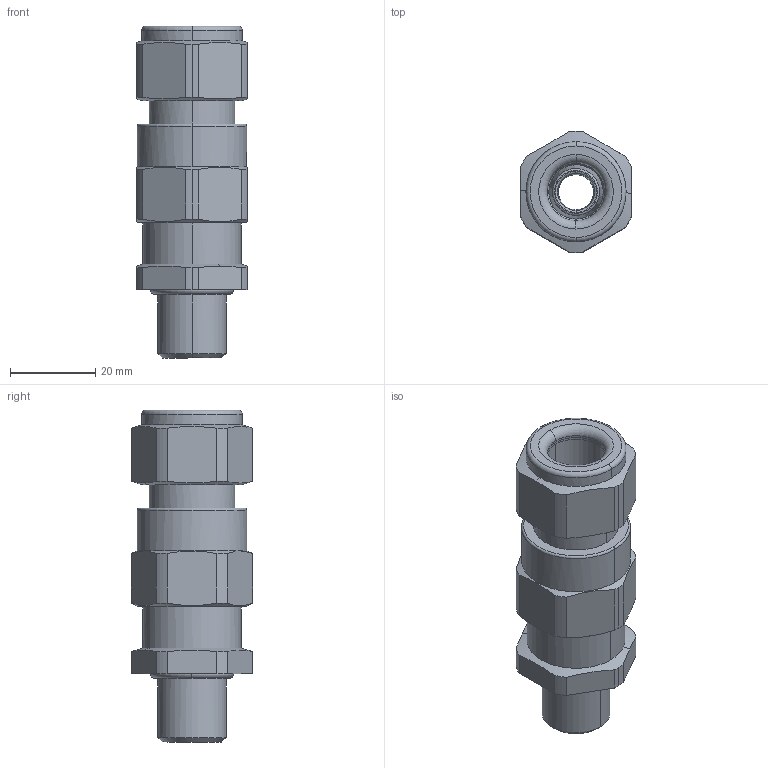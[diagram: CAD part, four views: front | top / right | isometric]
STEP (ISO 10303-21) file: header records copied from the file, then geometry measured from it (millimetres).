
FILE_DESCRIPTION(('CATIA V5 STEP Exchange','CAx-IF Rec.Pracs.--- Model Styling and Organization---1.4--- 2014-01-23'),'2;1');
FILE_NAME ('146301-2_0_1184650000_1184650000.stp','2021-07-01T05:46:23+00:00',('none'),('Weidmueller'),'CATIA Version 5-6 Release 2016 SP3 HF44','CATIA V5 STEP AP214','none');
FILE_SCHEMA(('AUTOMOTIVE_DESIGN { 1 0 10303 214 1 1 1 1 }'));
Length unit declared in the file: millimetre
Products named in the file (1): E1W 16 M16-WM
Bounding box: 26 x 28.5 x 77.9 mm (x, y, z)
Volume: 24655.5 mm3; surface area: 18272.1 mm2
Topology: 5 solids, 5 shells, 198 faces, 458 edges, 284 vertices
Faces by surface type: cylinder 72, torus 42, cone 42, plane 42
Entity records: 5385 total; most frequent: CARTESIAN_POINT 1191, ORIENTED_EDGE 916, DIRECTION 694, EDGE_CURVE 458, AXIS2_PLACEMENT_3D 418, VERTEX_POINT 284, CIRCLE 278, EDGE_LOOP 222
